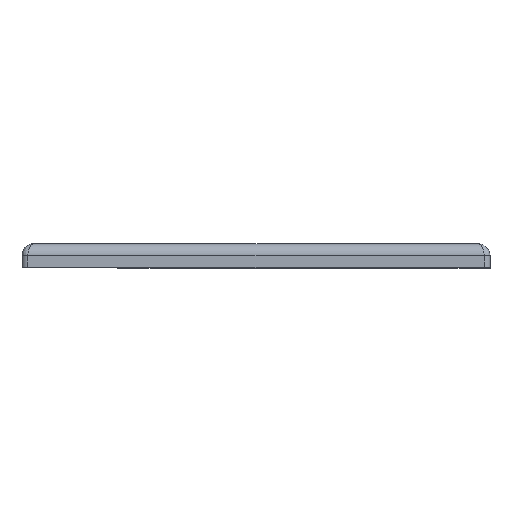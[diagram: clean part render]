
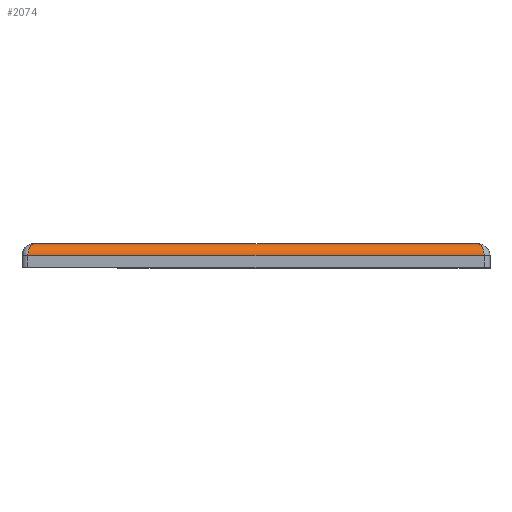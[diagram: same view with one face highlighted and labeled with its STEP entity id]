
A CAD part, top view. The second image highlights one B-rep face of the part: STEP entity #2074.
In plain terms, the highlighted cylindrical face has radius 2 mm (diameter 4 mm), a partial arc.
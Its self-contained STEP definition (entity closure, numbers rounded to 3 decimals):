
#21 = DIRECTION ( 'NONE',  ( 0., 0., 1. ) ) ;
#36 = VERTEX_POINT ( 'NONE', #2815 ) ;
#75 = CYLINDRICAL_SURFACE ( 'NONE', #2328, 2. ) ;
#148 = CARTESIAN_POINT ( 'NONE',  ( -37., 4., 38. ) ) ;
#180 = FACE_OUTER_BOUND ( 'NONE', #402, .T. ) ;
#269 = VERTEX_POINT ( 'NONE', #836 ) ;
#402 = EDGE_LOOP ( 'NONE', ( #408, #453, #476, #519 ) ) ;
#408 = ORIENTED_EDGE ( 'NONE', *, *, #1400, .T. ) ;
#453 = ORIENTED_EDGE ( 'NONE', *, *, #1018, .F. ) ;
#476 = ORIENTED_EDGE ( 'NONE', *, *, #1436, .F. ) ;
#519 = ORIENTED_EDGE ( 'NONE', *, *, #1311, .F. ) ;
#676 = LINE ( 'NONE', #1078, #749 ) ;
#749 = VECTOR ( 'NONE', #2840, 1000. ) ;
#787 = VERTEX_POINT ( 'NONE', #1588 ) ;
#809 = VERTEX_POINT ( 'NONE', #2809 ) ;
#836 = CARTESIAN_POINT ( 'NONE',  ( 39., 2., 40. ) ) ;
#958 = CARTESIAN_POINT ( 'NONE',  ( 40., 2., 38. ) ) ;
#1018 = EDGE_CURVE ( 'NONE', #787, #809, #676, .T. ) ;
#1067 = CARTESIAN_POINT ( 'NONE',  ( 38., 4., 38. ) ) ;
#1078 = CARTESIAN_POINT ( 'NONE',  ( 39., 4., 38. ) ) ;
#1170 = CARTESIAN_POINT ( 'NONE',  ( 39., 2., 40. ) ) ;
#1207 = DIRECTION ( 'NONE',  ( -1., 0., 0. ) ) ;
#1311 = EDGE_CURVE ( 'NONE', #269, #36, #2513, .T. ) ;
#1399 =( BOUNDED_CURVE ( )  B_SPLINE_CURVE ( 3, ( #2586, #1548, #1561, #148 ),
 .UNSPECIFIED., .F., .T. ) 
 B_SPLINE_CURVE_WITH_KNOTS ( ( 4, 4 ),
 ( 0., 1.571 ),
 .UNSPECIFIED. ) 
 CURVE ( )  GEOMETRIC_REPRESENTATION_ITEM ( )  RATIONAL_B_SPLINE_CURVE ( ( 1., 0.805, 0.805, 1. ) ) 
 REPRESENTATION_ITEM ( '' )  );
#1400 = EDGE_CURVE ( 'NONE', #269, #809, #2340, .T. ) ;
#1436 = EDGE_CURVE ( 'NONE', #36, #787, #1399, .T. ) ;
#1447 = CARTESIAN_POINT ( 'NONE',  ( -38., 2., 40. ) ) ;
#1548 = CARTESIAN_POINT ( 'NONE',  ( -38., 3.172, 40. ) ) ;
#1561 = CARTESIAN_POINT ( 'NONE',  ( -37.586, 4., 39.172 ) ) ;
#1588 = CARTESIAN_POINT ( 'NONE',  ( -37., 4., 38. ) ) ;
#1817 = DIRECTION ( 'NONE',  ( -1., 0., 0. ) ) ;
#1907 = CARTESIAN_POINT ( 'NONE',  ( 39., 3.172, 40. ) ) ;
#2074 = ADVANCED_FACE ( 'NONE', ( #180 ), #75, .T. ) ;
#2283 = VECTOR ( 'NONE', #1817, 1000. ) ;
#2328 = AXIS2_PLACEMENT_3D ( 'NONE', #958, #1207, #21 ) ;
#2340 =( BOUNDED_CURVE ( )  B_SPLINE_CURVE ( 3, ( #1170, #1907, #2356, #1067 ),
 .UNSPECIFIED., .F., .T. ) 
 B_SPLINE_CURVE_WITH_KNOTS ( ( 4, 4 ),
 ( 0., 1.571 ),
 .UNSPECIFIED. ) 
 CURVE ( )  GEOMETRIC_REPRESENTATION_ITEM ( )  RATIONAL_B_SPLINE_CURVE ( ( 1., 0.805, 0.805, 1. ) ) 
 REPRESENTATION_ITEM ( '' )  );
#2356 = CARTESIAN_POINT ( 'NONE',  ( 38.586, 4., 39.172 ) ) ;
#2513 = LINE ( 'NONE', #1447, #2283 ) ;
#2586 = CARTESIAN_POINT ( 'NONE',  ( -38., 2., 40. ) ) ;
#2809 = CARTESIAN_POINT ( 'NONE',  ( 38., 4., 38. ) ) ;
#2815 = CARTESIAN_POINT ( 'NONE',  ( -38., 2., 40. ) ) ;
#2840 = DIRECTION ( 'NONE',  ( 1., 0., 0. ) ) ;
